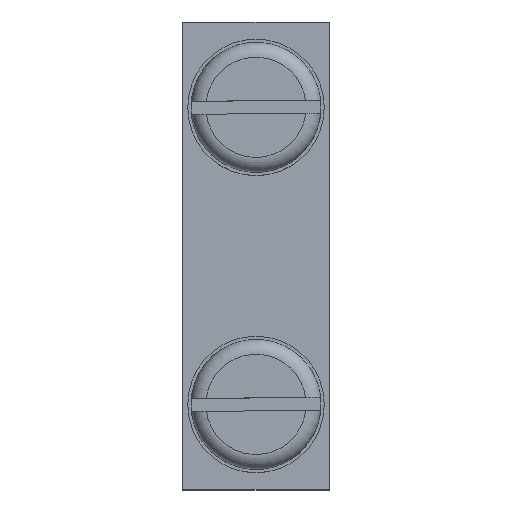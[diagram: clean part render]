
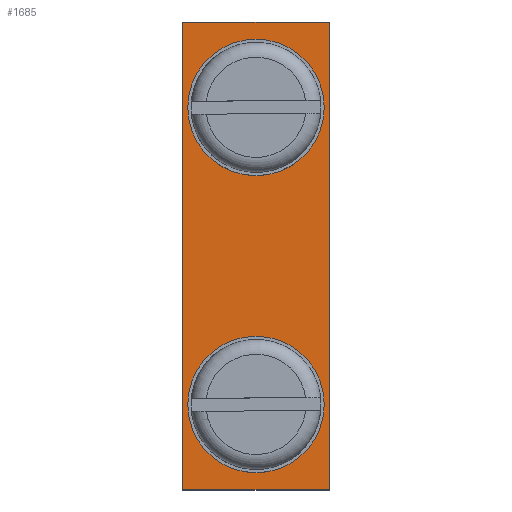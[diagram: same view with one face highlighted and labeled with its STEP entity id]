
A CAD part, top view. The second image highlights one B-rep face of the part: STEP entity #1685.
In plain terms, the highlighted planar face has unit normal (0, 0, 1).
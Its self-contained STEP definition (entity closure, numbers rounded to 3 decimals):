
#16 = DIRECTION ( 'NONE',  ( 1., 0., 0. ) ) ;
#35 = DIRECTION ( 'NONE',  ( 0., 0., 1. ) ) ;
#89 = ORIENTED_EDGE ( 'NONE', *, *, #619, .T. ) ;
#90 = CARTESIAN_POINT ( 'NONE',  ( -14.875, 13.296, 26. ) ) ;
#121 = CIRCLE ( 'NONE', #1351, 2.1 ) ;
#134 = EDGE_LOOP ( 'NONE', ( #2033 ) ) ;
#179 = CARTESIAN_POINT ( 'NONE',  ( -6.975, 13.296, 26. ) ) ;
#180 = ORIENTED_EDGE ( 'NONE', *, *, #400, .F. ) ;
#236 = CARTESIAN_POINT ( 'NONE',  ( -8.825, -7.304, 26. ) ) ;
#247 = VERTEX_POINT ( 'NONE', #1788 ) ;
#305 = VECTOR ( 'NONE', #16, 1000. ) ;
#371 = DIRECTION ( 'NONE',  ( 1., 0., 0. ) ) ;
#400 = EDGE_CURVE ( 'NONE', #631, #247, #2177, .T. ) ;
#447 = DIRECTION ( 'NONE',  ( 1., 0., 0. ) ) ;
#487 = VERTEX_POINT ( 'NONE', #1474 ) ;
#521 = DIRECTION ( 'NONE',  ( 0., -1., 0. ) ) ;
#541 = AXIS2_PLACEMENT_3D ( 'NONE', #1670, #35, #371 ) ;
#619 = EDGE_CURVE ( 'NONE', #1482, #487, #2010, .T. ) ;
#631 = VERTEX_POINT ( 'NONE', #2030 ) ;
#659 = CARTESIAN_POINT ( 'NONE',  ( -14.875, 13.296, 26. ) ) ;
#701 = CARTESIAN_POINT ( 'NONE',  ( -14.875, -11.904, 26. ) ) ;
#729 = VERTEX_POINT ( 'NONE', #1026 ) ;
#739 = VECTOR ( 'NONE', #521, 1000. ) ;
#883 = VERTEX_POINT ( 'NONE', #236 ) ;
#890 = AXIS2_PLACEMENT_3D ( 'NONE', #1086, #1551, #1901 ) ;
#896 = VECTOR ( 'NONE', #2024, 1000. ) ;
#909 = ORIENTED_EDGE ( 'NONE', *, *, #1948, .T. ) ;
#932 = CARTESIAN_POINT ( 'NONE',  ( -10.925, 8.696, 26. ) ) ;
#1026 = CARTESIAN_POINT ( 'NONE',  ( -8.825, 8.696, 26. ) ) ;
#1086 = CARTESIAN_POINT ( 'NONE',  ( -14.875, 13.296, 26. ) ) ;
#1137 = VECTOR ( 'NONE', #2074, 1000. ) ;
#1182 = LINE ( 'NONE', #179, #739 ) ;
#1214 = FACE_BOUND ( 'NONE', #134, .T. ) ;
#1233 = PLANE ( 'NONE',  #890 ) ;
#1245 = FACE_BOUND ( 'NONE', #1497, .T. ) ;
#1351 = AXIS2_PLACEMENT_3D ( 'NONE', #932, #1771, #447 ) ;
#1374 = EDGE_CURVE ( 'NONE', #247, #487, #1182, .T. ) ;
#1429 = ORIENTED_EDGE ( 'NONE', *, *, #1374, .F. ) ;
#1474 = CARTESIAN_POINT ( 'NONE',  ( -6.975, -11.904, 26. ) ) ;
#1482 = VERTEX_POINT ( 'NONE', #701 ) ;
#1484 = CIRCLE ( 'NONE', #541, 2.1 ) ;
#1497 = EDGE_LOOP ( 'NONE', ( #1671 ) ) ;
#1551 = DIRECTION ( 'NONE',  ( 0., 0., -1. ) ) ;
#1597 = LINE ( 'NONE', #90, #1137 ) ;
#1646 = EDGE_CURVE ( 'NONE', #883, #883, #1484, .T. ) ;
#1670 = CARTESIAN_POINT ( 'NONE',  ( -10.925, -7.304, 26. ) ) ;
#1671 = ORIENTED_EDGE ( 'NONE', *, *, #1646, .F. ) ;
#1685 = ADVANCED_FACE ( 'NONE', ( #1214, #1245, #1917 ), #1233, .F. ) ;
#1771 = DIRECTION ( 'NONE',  ( 0., 0., 1. ) ) ;
#1788 = CARTESIAN_POINT ( 'NONE',  ( -6.975, 13.296, 26. ) ) ;
#1901 = DIRECTION ( 'NONE',  ( -1., 0., 0. ) ) ;
#1917 = FACE_OUTER_BOUND ( 'NONE', #2191, .T. ) ;
#1930 = EDGE_CURVE ( 'NONE', #729, #729, #121, .T. ) ;
#1948 = EDGE_CURVE ( 'NONE', #631, #1482, #1597, .T. ) ;
#2010 = LINE ( 'NONE', #2175, #305 ) ;
#2024 = DIRECTION ( 'NONE',  ( 1., 0., 0. ) ) ;
#2030 = CARTESIAN_POINT ( 'NONE',  ( -14.875, 13.296, 26. ) ) ;
#2033 = ORIENTED_EDGE ( 'NONE', *, *, #1930, .F. ) ;
#2074 = DIRECTION ( 'NONE',  ( 0., -1., 0. ) ) ;
#2175 = CARTESIAN_POINT ( 'NONE',  ( -14.875, -11.904, 26. ) ) ;
#2177 = LINE ( 'NONE', #659, #896 ) ;
#2191 = EDGE_LOOP ( 'NONE', ( #89, #1429, #180, #909 ) ) ;
